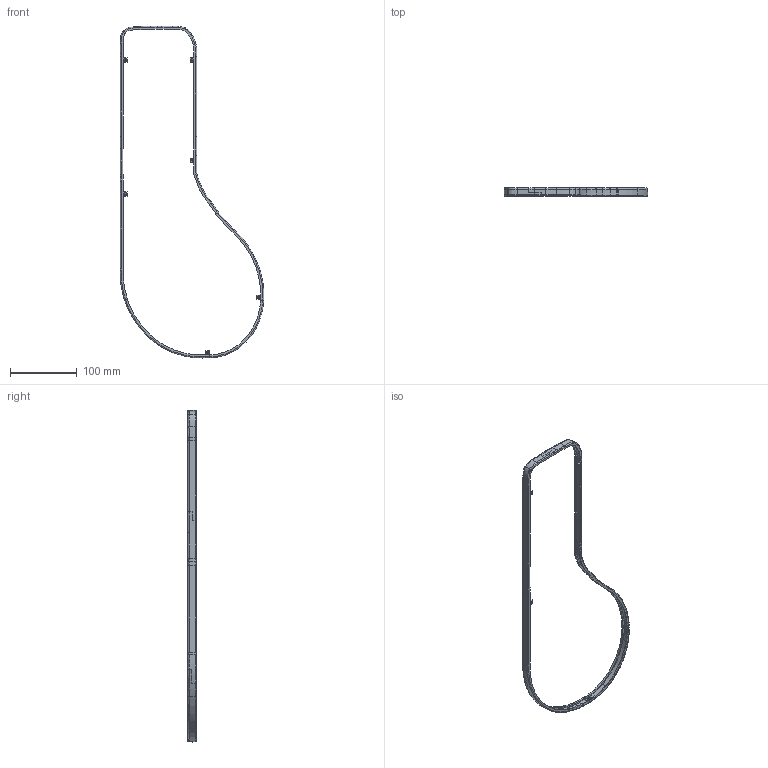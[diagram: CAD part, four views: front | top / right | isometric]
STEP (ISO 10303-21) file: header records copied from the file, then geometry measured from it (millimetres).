
FILE_DESCRIPTION(/* description */ (''),/* implementation_level */ '2;1');
FILE_NAME(/* name */ 'HKNv9 v1.step',/* time_stamp */ '2017-06-13T19:14:40+03:00',/* author */ (''),/* organization */ (''),/* preprocessor_version */ 'ST-DEVELOPER v16.13',/* originating_system */ 'Autodesk Translation Framework v6.1.1.50',/* authorisation */ '');
FILE_SCHEMA (('AUTOMOTIVE_DESIGN { 1 0 10303 214 3 1 1 }'));
Length unit declared in the file: millimetre
Products named in the file (1): HKNv9 v1
Bounding box: 215.81 x 12.5 x 498.24 mm (x, y, z)
Volume: 34760.5 mm3; surface area: 47356.6 mm2
Topology: 6 solids, 6 shells, 446 faces, 1224 edges, 790 vertices
Faces by surface type: bspline 231, plane 192, cylinder 17, torus 6
Full cylindrical faces by diameter (mm): 2.5 x6
Entity records: 17913 total; most frequent: CARTESIAN_POINT 7619, ORIENTED_EDGE 2424, DIRECTION 1638, EDGE_CURVE 1212, VERTEX_POINT 790, LINE 692, VECTOR 692, AXIS2_PLACEMENT_3D 473
